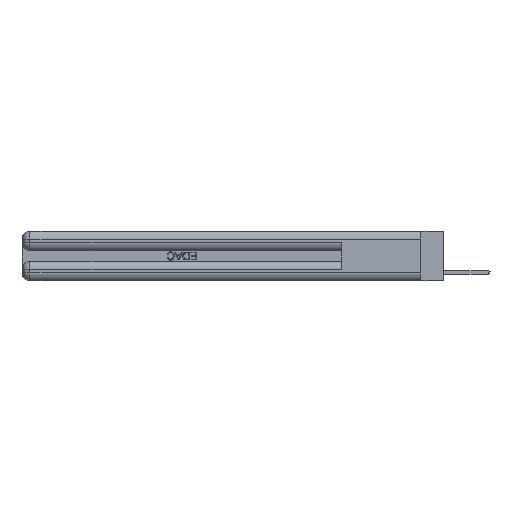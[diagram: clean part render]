
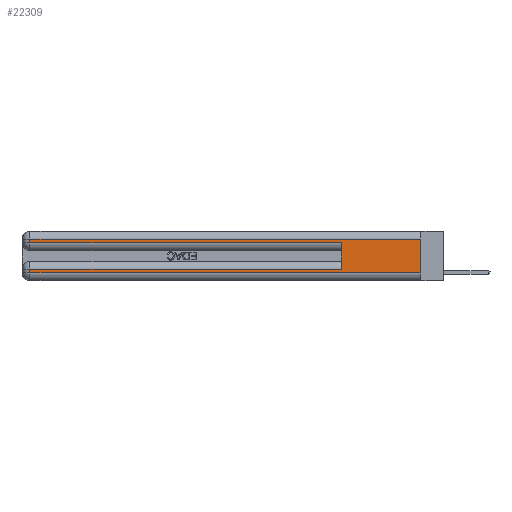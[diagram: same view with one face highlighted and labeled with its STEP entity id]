
A CAD part, left-side view. The second image highlights one B-rep face of the part: STEP entity #22309.
In plain terms, the highlighted planar face has unit normal (-1, 0, 0).
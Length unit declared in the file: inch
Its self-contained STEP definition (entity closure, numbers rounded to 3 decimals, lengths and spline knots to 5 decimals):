
#510 = LINE ( 'NONE', #19236, #16522 ) ;
#747 = AXIS2_PLACEMENT_3D ( 'NONE', #12534, #9916, #12418 ) ;
#937 = FACE_OUTER_BOUND ( 'NONE', #6783, .T. ) ;
#2946 = VERTEX_POINT ( 'NONE', #19512 ) ;
#3240 = CARTESIAN_POINT ( 'NONE',  ( 0., 0., 0.31 ) ) ;
#3457 = CARTESIAN_POINT ( 'NONE',  ( 0., 0., 0.06 ) ) ;
#3864 = VECTOR ( 'NONE', #15213, 39.37008 ) ;
#4914 = CARTESIAN_POINT ( 'NONE',  ( 0., 0., 0.285 ) ) ;
#4932 = DIRECTION ( 'NONE',  ( 0., 0., -1. ) ) ;
#6379 = ORIENTED_EDGE ( 'NONE', *, *, #16886, .T. ) ;
#6783 = EDGE_LOOP ( 'NONE', ( #26627, #6379, #9362, #20459, #16226, #6784, #21745, #17337 ) ) ;
#6784 = ORIENTED_EDGE ( 'NONE', *, *, #27805, .T. ) ;
#7059 = CARTESIAN_POINT ( 'NONE',  ( 0., 2.94, 0.37 ) ) ;
#7167 = DIRECTION ( 'NONE',  ( 0., 0., -1. ) ) ;
#7578 = CARTESIAN_POINT ( 'NONE',  ( 0., 0., 0.37 ) ) ;
#8436 = VERTEX_POINT ( 'NONE', #15241 ) ;
#8704 = LINE ( 'NONE', #26786, #14583 ) ;
#8850 = CARTESIAN_POINT ( 'NONE',  ( 0., 2.94, 0.085 ) ) ;
#9350 = VERTEX_POINT ( 'NONE', #3457 ) ;
#9362 = ORIENTED_EDGE ( 'NONE', *, *, #28094, .T. ) ;
#9364 = DIRECTION ( 'NONE',  ( 0., 0., -1. ) ) ;
#9916 = DIRECTION ( 'NONE',  ( 1., 0., 0. ) ) ;
#10158 = LINE ( 'NONE', #4914, #3864 ) ;
#11160 = DIRECTION ( 'NONE',  ( 0., 1., 0. ) ) ;
#11594 = VECTOR ( 'NONE', #23272, 39.37008 ) ;
#11727 = LINE ( 'NONE', #7578, #12521 ) ;
#12418 = DIRECTION ( 'NONE',  ( 0., 0., -1. ) ) ;
#12521 = VECTOR ( 'NONE', #4932, 39.37008 ) ;
#12529 = CARTESIAN_POINT ( 'NONE',  ( 0., 0., 0.06 ) ) ;
#12534 = CARTESIAN_POINT ( 'NONE',  ( 0., 0., 0.37 ) ) ;
#12950 = VERTEX_POINT ( 'NONE', #17847 ) ;
#13672 = CARTESIAN_POINT ( 'NONE',  ( 0., 2.94, 0.06 ) ) ;
#14083 = CARTESIAN_POINT ( 'NONE',  ( 0., 2.94, 0.31 ) ) ;
#14583 = VECTOR ( 'NONE', #9364, 39.37008 ) ;
#14705 = DIRECTION ( 'NONE',  ( 0., -1., 0. ) ) ;
#15213 = DIRECTION ( 'NONE',  ( 0., -1., 0. ) ) ;
#15241 = CARTESIAN_POINT ( 'NONE',  ( 0., 0., 0.31 ) ) ;
#16226 = ORIENTED_EDGE ( 'NONE', *, *, #18821, .F. ) ;
#16522 = VECTOR ( 'NONE', #21766, 39.37008 ) ;
#16886 = EDGE_CURVE ( 'NONE', #8436, #27996, #18608, .T. ) ;
#17162 = VECTOR ( 'NONE', #14705, 39.37008 ) ;
#17337 = ORIENTED_EDGE ( 'NONE', *, *, #20634, .T. ) ;
#17847 = CARTESIAN_POINT ( 'NONE',  ( 0., 0.6, 0.085 ) ) ;
#18608 = LINE ( 'NONE', #3240, #11594 ) ;
#18821 = EDGE_CURVE ( 'NONE', #12950, #2946, #510, .T. ) ;
#19236 = CARTESIAN_POINT ( 'NONE',  ( 0., 0.6, 0.145 ) ) ;
#19322 = VECTOR ( 'NONE', #7167, 39.37008 ) ;
#19512 = CARTESIAN_POINT ( 'NONE',  ( 0., 0.6, 0.285 ) ) ;
#20459 = ORIENTED_EDGE ( 'NONE', *, *, #21306, .T. ) ;
#20634 = EDGE_CURVE ( 'NONE', #24158, #9350, #23854, .T. ) ;
#21306 = EDGE_CURVE ( 'NONE', #29318, #2946, #10158, .T. ) ;
#21745 = ORIENTED_EDGE ( 'NONE', *, *, #29076, .T. ) ;
#21766 = DIRECTION ( 'NONE',  ( 0., 0., 1. ) ) ;
#22155 = PLANE ( 'NONE',  #747 ) ;
#22309 = ADVANCED_FACE ( 'NONE', ( #937 ), #22155, .F. ) ;
#23272 = DIRECTION ( 'NONE',  ( 0., 1., 0. ) ) ;
#23604 = CARTESIAN_POINT ( 'NONE',  ( 0., 2.94, 0.285 ) ) ;
#23854 = LINE ( 'NONE', #12529, #17162 ) ;
#24158 = VERTEX_POINT ( 'NONE', #13672 ) ;
#25090 = EDGE_CURVE ( 'NONE', #8436, #9350, #11727, .T. ) ;
#26039 = CARTESIAN_POINT ( 'NONE',  ( 0., 0., 0.085 ) ) ;
#26128 = VERTEX_POINT ( 'NONE', #8850 ) ;
#26627 = ORIENTED_EDGE ( 'NONE', *, *, #25090, .F. ) ;
#26786 = CARTESIAN_POINT ( 'NONE',  ( 0., 2.94, 0.37 ) ) ;
#27805 = EDGE_CURVE ( 'NONE', #12950, #26128, #28782, .T. ) ;
#27996 = VERTEX_POINT ( 'NONE', #14083 ) ;
#28094 = EDGE_CURVE ( 'NONE', #27996, #29318, #31486, .T. ) ;
#28782 = LINE ( 'NONE', #26039, #31135 ) ;
#29076 = EDGE_CURVE ( 'NONE', #26128, #24158, #8704, .T. ) ;
#29318 = VERTEX_POINT ( 'NONE', #23604 ) ;
#31135 = VECTOR ( 'NONE', #11160, 39.37008 ) ;
#31486 = LINE ( 'NONE', #7059, #19322 ) ;
